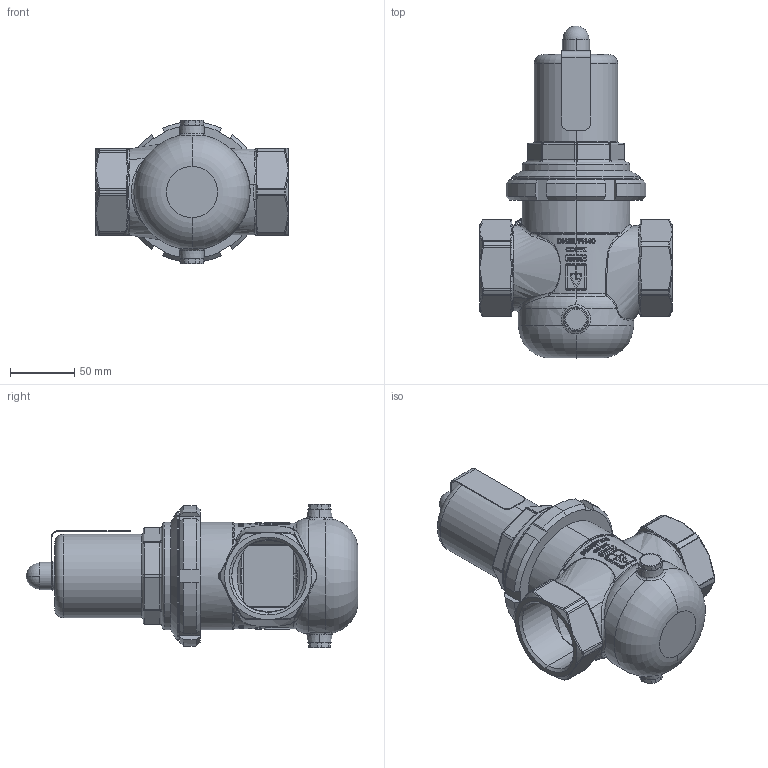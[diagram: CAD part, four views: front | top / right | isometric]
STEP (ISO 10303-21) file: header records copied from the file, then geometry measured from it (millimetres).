
FILE_DESCRIPTION (( 'STEP AP214' ), '1' );
FILE_NAME ('681mGFO-LP-50-f+f-50+50.STEP', '2016-04-13T05:31:54', ( '' ), ( '' ), 'SwSTEP 2.0', 'SolidWorks 2016', '' );
FILE_SCHEMA (( 'AUTOMOTIVE_DESIGN' ));
Length unit declared in the file: millimetre
Products named in the file (1): 681mGFO-LP-50-f+f-50+50
Bounding box: 150 x 258.7 x 112 mm (x, y, z)
Volume: 489238.9 mm3; surface area: 202044.4 mm2
Topology: 10 solids, 10 shells, 1472 faces, 3680 edges, 2251 vertices
Faces by surface type: plane 434, bspline 392, cylinder 350, torus 161, cone 115, sphere 20
Entity records: 81456 total; most frequent: CARTESIAN_POINT 32985, ORIENTED_EDGE 7258, DIRECTION 5986, EDGE_CURVE 3629, AXIS2_PLACEMENT_3D 2348, VERTEX_POINT 2248, EDGE_LOOP 1567, UNCERTAINTY_MEASURE_WITH_UNIT 1484
